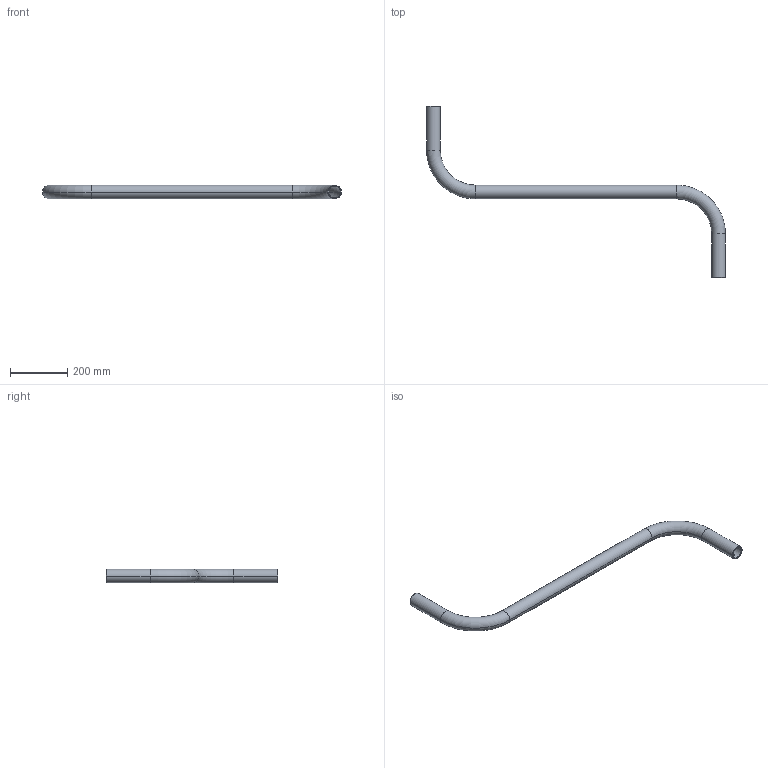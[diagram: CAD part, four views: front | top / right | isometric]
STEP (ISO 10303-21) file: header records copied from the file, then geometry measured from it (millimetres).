
FILE_DESCRIPTION (( 'STEP AP214' ), '1' );
FILE_NAME ('57010210.STEP', '2008-08-04T07:29:17', ( ' ' ), ( '' ), 'SwSTEP 2.0', 'SolidWorks 2008', '' );
FILE_SCHEMA (( 'AUTOMOTIVE_DESIGN' ));
Length unit declared in the file: millimetre
Products named in the file (1): 57010210
Bounding box: 1048.3 x 600 x 48.3 mm (x, y, z)
Volume: 667573.2 mm3; surface area: 418227.6 mm2
Topology: 1 solids, 1 shells, 38 faces, 88 edges, 52 vertices
Faces by surface type: cylinder 20, torus 8, cone 8, plane 2
Entity records: 1615 total; most frequent: CARTESIAN_POINT 707, DIRECTION 194, ORIENTED_EDGE 176, EDGE_CURVE 88, AXIS2_PLACEMENT_3D 83, VERTEX_POINT 52, EDGE_LOOP 48, CIRCLE 44
